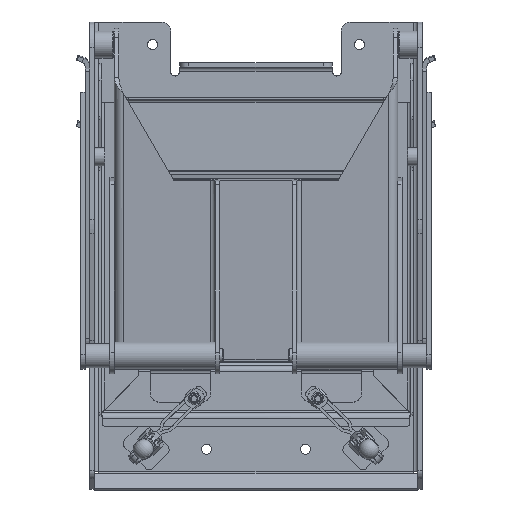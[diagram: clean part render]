
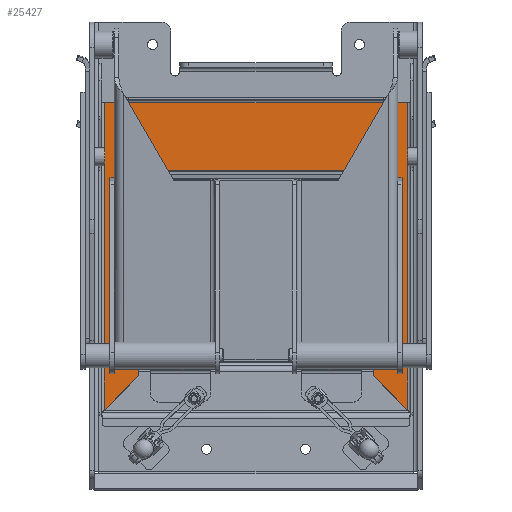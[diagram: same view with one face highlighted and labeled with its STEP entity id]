
A CAD part, top view. The second image highlights one B-rep face of the part: STEP entity #25427.
In plain terms, the highlighted planar face has unit normal (0, 0, 1).
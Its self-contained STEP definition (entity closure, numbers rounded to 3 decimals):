
#1705=FACE_OUTER_BOUND('',#3111,.T.);
#3111=EDGE_LOOP('',(#18770,#18771,#18772,#18773,#18774,#18775,#18776,#18777,
#18778,#18779,#18780,#18781,#18782,#18783,#18784,#18785,#18786,#18787,#18788,
#18789,#18790,#18791,#18792,#18793));
#4396=CIRCLE('',#27308,0.15);
#4401=CIRCLE('',#27317,0.15);
#4402=CIRCLE('',#27319,0.1);
#4403=CIRCLE('',#27320,0.1);
#5829=LINE('',#41092,#8011);
#5834=LINE('',#41111,#8016);
#5840=LINE('',#41127,#8022);
#5850=LINE('',#41148,#8032);
#5853=LINE('',#41157,#8035);
#5859=LINE('',#41169,#8041);
#5862=LINE('',#41182,#8044);
#5867=LINE('',#41199,#8049);
#5938=LINE('',#41404,#8120);
#5949=LINE('',#41436,#8131);
#5962=LINE('',#41465,#8144);
#5963=LINE('',#41470,#8145);
#5964=LINE('',#41474,#8146);
#5965=LINE('',#41476,#8147);
#5966=LINE('',#41478,#8148);
#5967=LINE('',#41480,#8149);
#5968=LINE('',#41482,#8150);
#5969=LINE('',#41484,#8151);
#5970=LINE('',#41486,#8152);
#5971=LINE('',#41488,#8153);
#8011=VECTOR('',#31544,10.);
#8016=VECTOR('',#31563,10.);
#8022=VECTOR('',#31583,10.);
#8032=VECTOR('',#31597,10.);
#8035=VECTOR('',#31604,10.);
#8041=VECTOR('',#31616,10.);
#8044=VECTOR('',#31629,10.);
#8049=VECTOR('',#31650,10.);
#8120=VECTOR('',#31837,10.);
#8131=VECTOR('',#31874,10.);
#8144=VECTOR('',#31897,10.);
#8145=VECTOR('',#31904,10.);
#8146=VECTOR('',#31907,10.);
#8147=VECTOR('',#31908,10.);
#8148=VECTOR('',#31909,10.);
#8149=VECTOR('',#31910,10.);
#8150=VECTOR('',#31911,10.);
#8151=VECTOR('',#31912,10.);
#8152=VECTOR('',#31913,10.);
#8153=VECTOR('',#31916,10.);
#10362=VERTEX_POINT('',#41089);
#10363=VERTEX_POINT('',#41091);
#10367=VERTEX_POINT('',#41104);
#10370=VERTEX_POINT('',#41109);
#10382=VERTEX_POINT('',#41147);
#10384=VERTEX_POINT('',#41153);
#10386=VERTEX_POINT('',#41156);
#10389=VERTEX_POINT('',#41168);
#10394=VERTEX_POINT('',#41179);
#10398=VERTEX_POINT('',#41198);
#10473=VERTEX_POINT('',#41401);
#10474=VERTEX_POINT('',#41403);
#10479=VERTEX_POINT('',#41427);
#10480=VERTEX_POINT('',#41428);
#10493=VERTEX_POINT('',#41463);
#10494=VERTEX_POINT('',#41469);
#10495=VERTEX_POINT('',#41471);
#10496=VERTEX_POINT('',#41473);
#10497=VERTEX_POINT('',#41475);
#10498=VERTEX_POINT('',#41477);
#10499=VERTEX_POINT('',#41479);
#10500=VERTEX_POINT('',#41481);
#10501=VERTEX_POINT('',#41483);
#10502=VERTEX_POINT('',#41485);
#13215=EDGE_CURVE('',#10362,#10363,#5829,.T.);
#13225=EDGE_CURVE('',#10370,#10367,#5834,.T.);
#13234=EDGE_CURVE('',#10362,#10367,#5840,.T.);
#13244=EDGE_CURVE('',#10382,#10363,#5850,.T.);
#13248=EDGE_CURVE('',#10384,#10386,#5853,.T.);
#13255=EDGE_CURVE('',#10386,#10389,#5859,.T.);
#13262=EDGE_CURVE('',#10389,#10394,#5862,.T.);
#13270=EDGE_CURVE('',#10398,#10394,#5867,.T.);
#13372=EDGE_CURVE('',#10474,#10473,#5938,.T.);
#13384=EDGE_CURVE('',#10479,#10480,#4396,.T.);
#13388=EDGE_CURVE('',#10480,#10474,#5949,.T.);
#13404=EDGE_CURVE('',#10473,#10493,#5962,.T.);
#13405=EDGE_CURVE('',#10493,#10382,#4401,.T.);
#13406=EDGE_CURVE('',#10370,#10494,#5963,.T.);
#13407=EDGE_CURVE('',#10494,#10495,#4402,.T.);
#13408=EDGE_CURVE('',#10495,#10496,#5964,.T.);
#13409=EDGE_CURVE('',#10497,#10496,#5965,.T.);
#13410=EDGE_CURVE('',#10498,#10497,#5966,.T.);
#13411=EDGE_CURVE('',#10499,#10498,#5967,.T.);
#13412=EDGE_CURVE('',#10500,#10499,#5968,.T.);
#13413=EDGE_CURVE('',#10501,#10500,#5969,.T.);
#13414=EDGE_CURVE('',#10501,#10502,#5970,.T.);
#13415=EDGE_CURVE('',#10502,#10398,#4403,.T.);
#13416=EDGE_CURVE('',#10384,#10479,#5971,.T.);
#18770=ORIENTED_EDGE('',*,*,#13388,.T.);
#18771=ORIENTED_EDGE('',*,*,#13372,.T.);
#18772=ORIENTED_EDGE('',*,*,#13404,.T.);
#18773=ORIENTED_EDGE('',*,*,#13405,.T.);
#18774=ORIENTED_EDGE('',*,*,#13244,.T.);
#18775=ORIENTED_EDGE('',*,*,#13215,.F.);
#18776=ORIENTED_EDGE('',*,*,#13234,.T.);
#18777=ORIENTED_EDGE('',*,*,#13225,.F.);
#18778=ORIENTED_EDGE('',*,*,#13406,.T.);
#18779=ORIENTED_EDGE('',*,*,#13407,.T.);
#18780=ORIENTED_EDGE('',*,*,#13408,.T.);
#18781=ORIENTED_EDGE('',*,*,#13409,.F.);
#18782=ORIENTED_EDGE('',*,*,#13410,.F.);
#18783=ORIENTED_EDGE('',*,*,#13411,.F.);
#18784=ORIENTED_EDGE('',*,*,#13412,.F.);
#18785=ORIENTED_EDGE('',*,*,#13413,.F.);
#18786=ORIENTED_EDGE('',*,*,#13414,.T.);
#18787=ORIENTED_EDGE('',*,*,#13415,.T.);
#18788=ORIENTED_EDGE('',*,*,#13270,.T.);
#18789=ORIENTED_EDGE('',*,*,#13262,.F.);
#18790=ORIENTED_EDGE('',*,*,#13255,.F.);
#18791=ORIENTED_EDGE('',*,*,#13248,.F.);
#18792=ORIENTED_EDGE('',*,*,#13416,.T.);
#18793=ORIENTED_EDGE('',*,*,#13384,.T.);
#22987=PLANE('',#27318);
#25427=ADVANCED_FACE('',(#1705),#22987,.T.);
#27308=AXIS2_PLACEMENT_3D('',#41429,#31866,#31867);
#27317=AXIS2_PLACEMENT_3D('',#41467,#31900,#31901);
#27318=AXIS2_PLACEMENT_3D('',#41468,#31902,#31903);
#27319=AXIS2_PLACEMENT_3D('',#41472,#31905,#31906);
#27320=AXIS2_PLACEMENT_3D('',#41487,#31914,#31915);
#31544=DIRECTION('',(1.,0.,0.));
#31563=DIRECTION('',(-1.,0.,0.));
#31583=DIRECTION('',(0.,-1.,0.));
#31597=DIRECTION('',(0.,-1.,0.));
#31604=DIRECTION('',(1.,0.,0.));
#31616=DIRECTION('',(0.,-1.,0.));
#31629=DIRECTION('',(-1.,0.,0.));
#31650=DIRECTION('',(0.,1.,0.));
#31837=DIRECTION('',(1.,0.,0.));
#31866=DIRECTION('center_axis',(0.,0.,
-1.));
#31867=DIRECTION('ref_axis',(1.,0.,0.));
#31874=DIRECTION('',(0.,-1.,0.));
#31897=DIRECTION('',(0.,1.,0.));
#31900=DIRECTION('center_axis',(0.,0.,
-1.));
#31901=DIRECTION('ref_axis',(-1.,0.,0.));
#31902=DIRECTION('center_axis',(0.,0.,
1.));
#31903=DIRECTION('ref_axis',(1.,0.,0.));
#31904=DIRECTION('',(0.,-1.,0.));
#31905=DIRECTION('center_axis',(0.,0.,
1.));
#31906=DIRECTION('ref_axis',(0.707,0.707,0.));
#31907=DIRECTION('',(0.707,-0.707,0.));
#31908=DIRECTION('',(0.,-1.,0.));
#31909=DIRECTION('',(1.,0.,0.));
#31910=DIRECTION('',(1.,0.,0.));
#31911=DIRECTION('',(1.,0.,0.));
#31912=DIRECTION('',(0.,1.,0.));
#31913=DIRECTION('',(0.707,0.707,0.));
#31914=DIRECTION('center_axis',(0.,0.,
1.));
#31915=DIRECTION('ref_axis',(-1.,0.,0.));
#31916=DIRECTION('',(0.,1.,0.));
#41089=CARTESIAN_POINT('',(128.,-167.79,11.));
#41091=CARTESIAN_POINT('',(131.,-167.79,11.));
#41092=CARTESIAN_POINT('',(131.,-167.79,11.));
#41104=CARTESIAN_POINT('',(128.,-386.084,11.));
#41109=CARTESIAN_POINT('',(131.,-386.084,11.));
#41111=CARTESIAN_POINT('',(131.,-386.084,11.));
#41127=CARTESIAN_POINT('',(128.,-382.727,11.));
#41147=CARTESIAN_POINT('',(131.,-162.388,11.));
#41148=CARTESIAN_POINT('',(131.,-395.,11.));
#41153=CARTESIAN_POINT('',(-131.,-167.79,11.));
#41156=CARTESIAN_POINT('',(-128.,-167.79,11.));
#41157=CARTESIAN_POINT('',(-128.,-167.79,11.));
#41168=CARTESIAN_POINT('',(-128.,-386.084,11.));
#41169=CARTESIAN_POINT('',(-128.,-165.5,11.));
#41179=CARTESIAN_POINT('',(-131.,-386.084,11.));
#41182=CARTESIAN_POINT('',(-128.,-386.084,11.));
#41198=CARTESIAN_POINT('',(-131.,-393.388,11.));
#41199=CARTESIAN_POINT('',(-131.,-395.,11.));
#41401=CARTESIAN_POINT('',(130.7,-165.238,11.));
#41403=CARTESIAN_POINT('',(-130.7,-165.238,11.));
#41404=CARTESIAN_POINT('',(-149.324,-165.238,11.));
#41427=CARTESIAN_POINT('',(-131.,-162.388,11.));
#41428=CARTESIAN_POINT('',(-130.7,-162.388,11.));
#41429=CARTESIAN_POINT('Origin',(-130.85,-162.388,11.));
#41436=CARTESIAN_POINT('',(-130.7,-283.444,11.));
#41463=CARTESIAN_POINT('',(130.7,-162.388,11.));
#41465=CARTESIAN_POINT('',(130.7,-285.,11.));
#41467=CARTESIAN_POINT('Origin',(130.85,-162.388,11.));
#41468=CARTESIAN_POINT('Origin',(-167.948,-404.5,11.));
#41469=CARTESIAN_POINT('',(131.,-393.388,11.));
#41470=CARTESIAN_POINT('',(131.,-395.,11.));
#41471=CARTESIAN_POINT('',(131.029,-393.459,11.));
#41472=CARTESIAN_POINT('Origin',(131.1,-393.388,11.));
#41473=CARTESIAN_POINT('',(169.,-431.429,11.));
#41474=CARTESIAN_POINT('',(78.031,-340.46,11.));
#41475=CARTESIAN_POINT('',(169.,-89.5,11.));
#41476=CARTESIAN_POINT('',(169.,-89.5,11.));
#41477=CARTESIAN_POINT('',(147.,-89.5,11.));
#41478=CARTESIAN_POINT('',(-169.,-89.5,11.));
#41479=CARTESIAN_POINT('',(-147.,-89.5,11.));
#41480=CARTESIAN_POINT('',(-169.,-89.5,11.));
#41481=CARTESIAN_POINT('',(-169.,-89.5,11.));
#41482=CARTESIAN_POINT('',(-169.,-89.5,11.));
#41483=CARTESIAN_POINT('',(-169.,-431.429,11.));
#41484=CARTESIAN_POINT('',(-169.,-437.5,11.));
#41485=CARTESIAN_POINT('',(-131.029,-393.459,11.));
#41486=CARTESIAN_POINT('',(-143.019,-405.449,11.));
#41487=CARTESIAN_POINT('Origin',(-131.1,-393.388,11.));
#41488=CARTESIAN_POINT('',(-131.,-395.,11.));
